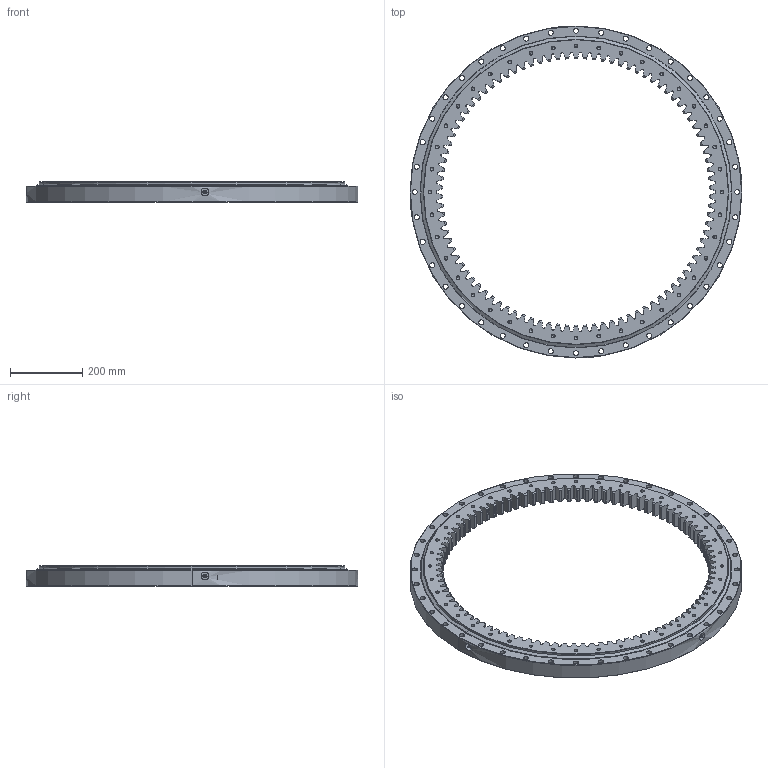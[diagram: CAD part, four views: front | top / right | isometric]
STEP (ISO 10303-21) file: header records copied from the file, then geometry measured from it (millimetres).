
FILE_DESCRIPTION (( 'STEP AP214' ), '1' );
FILE_NAME ('I.916.20.00.B STEP.STEP', '2015-02-20T12:22:46', ( '' ), ( '' ), 'SwSTEP 2.0', 'SolidWorks 2014', '' );
FILE_SCHEMA (( 'AUTOMOTIVE_DESIGN' ));
Length unit declared in the file: millimetre
Products named in the file (7): B.916.B20B.A3N.0 - OR; Grease nipple M10x1mm; B.916.B20B.A3N.0 - IR; I.916.20.00.B STEP; B.916.B20B.A3N.0 - IR Seal; B.916.B20B.A3N.0 - OR Seal; Ball D20
Assembly tree (122 placements, depth 2):
  I.916.20.00.B STEP
    B.916.B20B.A3N.0 - IR
    B.916.B20B.A3N.0 - OR
    Ball D20  x114
    B.916.B20B.A3N.0 - IR Seal
    B.916.B20B.A3N.0 - OR Seal
    Grease nipple M10x1mm  x4
Bounding box: 916 x 916 x 56 mm (x, y, z)
Volume: 8718294 mm3; surface area: 1550806.9 mm2
Topology: 122 solids, 122 shells, 1947 faces, 5657 edges, 3700 vertices
Faces by surface type: plane 622, bspline 376, cone 360, cylinder 316, sphere 228, torus 45
Entity records: 58404 total; most frequent: CARTESIAN_POINT 18501, ORIENTED_EDGE 9130, DIRECTION 6250, EDGE_CURVE 4565, VERTEX_POINT 3006, AXIS2_PLACEMENT_3D 2253, B_SPLINE_CURVE_WITH_KNOTS 1936, EDGE_LOOP 1765
